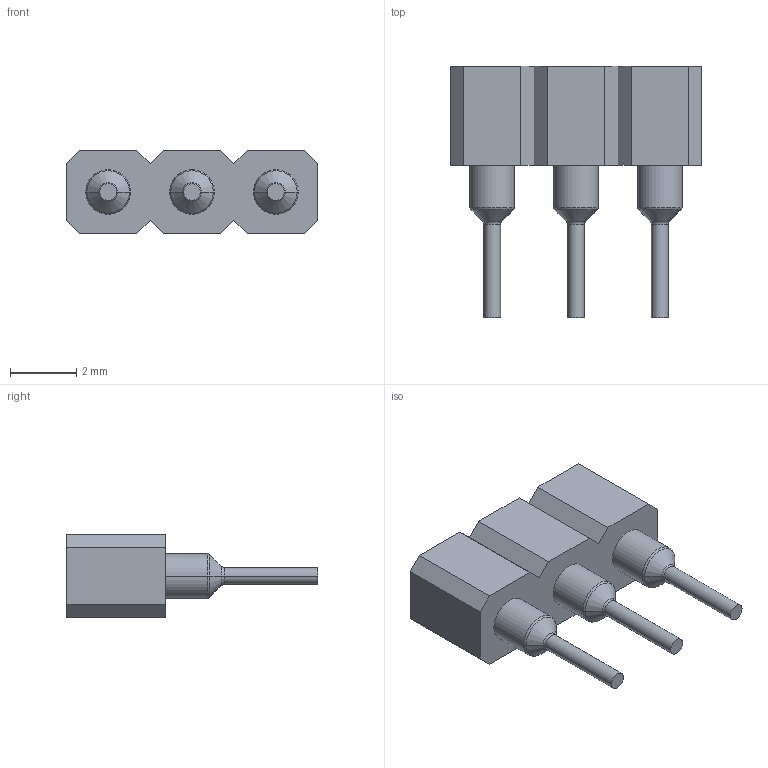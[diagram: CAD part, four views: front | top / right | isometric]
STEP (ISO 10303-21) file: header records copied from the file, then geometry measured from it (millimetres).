
FILE_DESCRIPTION (( 'STEP AP214' ), '1' );
FILE_NAME ('STEP Socket Transistor.STEP', '2021-08-03T08:13:53', ( '' ), ( '' ), 'SwSTEP 2.0', 'SolidWorks 2021', '' );
FILE_SCHEMA (( 'AUTOMOTIVE_DESIGN' ));
Length unit declared in the file: millimetre
Products named in the file (1): STEP Socket Transistor
Bounding box: 7.62 x 7.62 x 2.54 mm (x, y, z)
Volume: 61.7 mm3; surface area: 258.4 mm2
Topology: 4 solids, 4 shells, 106 faces, 228 edges, 142 vertices
Faces by surface type: plane 40, cylinder 36, torus 18, cone 12
Entity records: 3537 total; most frequent: DIRECTION 562, CARTESIAN_POINT 477, ORIENTED_EDGE 456, EDGE_CURVE 228, AXIS2_PLACEMENT_3D 227, VERTEX_POINT 142, EDGE_LOOP 124, CIRCLE 120
